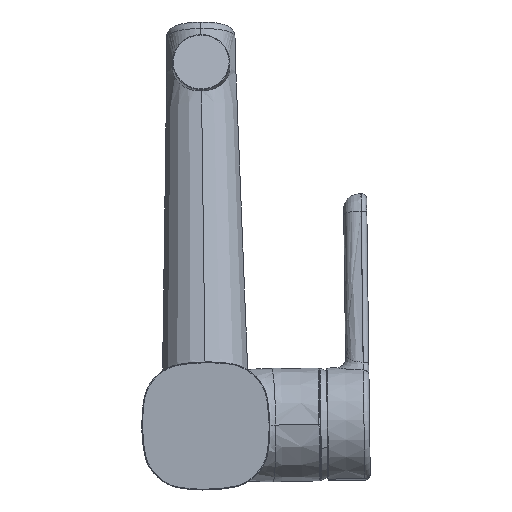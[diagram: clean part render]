
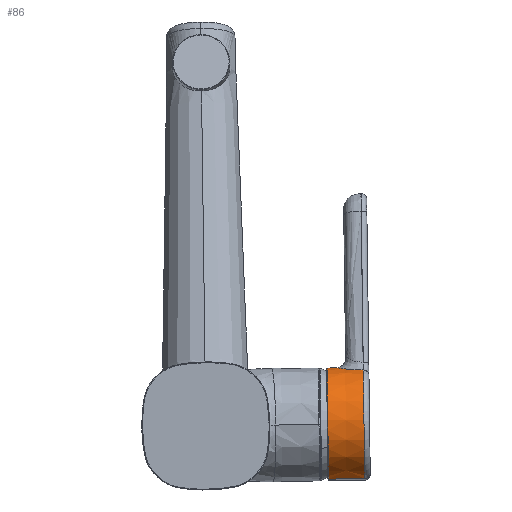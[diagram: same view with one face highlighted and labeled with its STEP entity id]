
A CAD part, front view. The second image highlights one B-rep face of the part: STEP entity #86.
In plain terms, the highlighted conical face has half-angle 0 degrees and reference radius 20.242 mm.
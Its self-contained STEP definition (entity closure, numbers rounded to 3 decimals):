
#60 = CARTESIAN_POINT ( 'NONE',  ( 58.354, 82.304, 3.231 ) ) ;
#86 = ADVANCED_FACE ( 'NONE', ( #398 ), #5586, .T. ) ;
#88 = CARTESIAN_POINT ( 'NONE',  ( 53.977, 83.861, 3.578 ) ) ;
#117 = CARTESIAN_POINT ( 'NONE',  ( 50.813, 87.432, 3.981 ) ) ;
#148 = CARTESIAN_POINT ( 'NONE',  ( 50.14, 90.982, 3.783 ) ) ;
#308 = VECTOR ( 'NONE', #4054, 1000. ) ;
#322 = AXIS2_PLACEMENT_3D ( 'NONE', #1011, #4638, #1524 ) ;
#398 = FACE_OUTER_BOUND ( 'NONE', #4787, .T. ) ;
#433 = VERTEX_POINT ( 'NONE', #3907 ) ;
#492 = DIRECTION ( 'NONE',  ( -1., 0., -0.013 ) ) ;
#511 = CARTESIAN_POINT ( 'NONE',  ( 60.949, 83.239, -35.763 ) ) ;
#596 = CARTESIAN_POINT ( 'NONE',  ( 58., 82.348, 3.24 ) ) ;
#622 = CARTESIAN_POINT ( 'NONE',  ( 53.38, 84.288, 3.657 ) ) ;
#649 = CARTESIAN_POINT ( 'NONE',  ( 50.535, 88.115, 3.991 ) ) ;
#771 = DIRECTION ( 'NONE',  ( -1., 0., -0.013 ) ) ;
#841 = DIRECTION ( 'NONE',  ( 1., 0., 0.013 ) ) ;
#1011 = CARTESIAN_POINT ( 'NONE',  ( 60.697, 88.136, -16.124 ) ) ;
#1107 = CARTESIAN_POINT ( 'NONE',  ( 57.158, 82.516, 3.279 ) ) ;
#1118 = CARTESIAN_POINT ( 'NONE',  ( 46.559, 93.033, 3.337 ) ) ;
#1130 = CARTESIAN_POINT ( 'NONE',  ( 53.061, 84.547, 3.701 ) ) ;
#1153 = EDGE_CURVE ( 'NONE', #3427, #5832, #1962, .T. ) ;
#1161 = CARTESIAN_POINT ( 'NONE',  ( 50.354, 88.751, 3.978 ) ) ;
#1263 = DIRECTION ( 'NONE',  ( -0.012, 0.242, 0.97 ) ) ;
#1361 = CIRCLE ( 'NONE', #322, 20.242 ) ;
#1471 = CARTESIAN_POINT ( 'NONE',  ( 60.418, 82.205, 3.228 ) ) ;
#1524 = DIRECTION ( 'NONE',  ( 0.012, -0.242, -0.97 ) ) ;
#1537 = CARTESIAN_POINT ( 'NONE',  ( 50.145, 93.033, 3.383 ) ) ;
#1604 = CARTESIAN_POINT ( 'NONE',  ( 59.097, 82.238, 3.221 ) ) ;
#1629 = CARTESIAN_POINT ( 'NONE',  ( 56.745, 82.624, 3.304 ) ) ;
#1654 = CARTESIAN_POINT ( 'NONE',  ( 52.446, 85.077, 3.786 ) ) ;
#1659 = LINE ( 'NONE', #1118, #308 ) ;
#1685 = CARTESIAN_POINT ( 'NONE',  ( 50.276, 89.129, 3.962 ) ) ;
#1786 = VERTEX_POINT ( 'NONE', #6338 ) ;
#1962 = B_SPLINE_CURVE_WITH_KNOTS ( 'NONE', 3,
 ( #6076, #5550, #5004, #2969 ),
 .UNSPECIFIED., .F., .F.,
 ( 4, 4 ),
 ( 0., 0.5 ),
 .UNSPECIFIED. ) ;
#2020 = B_SPLINE_CURVE_WITH_KNOTS ( 'NONE', 3,
 ( #3668, #4699, #4717, #1604, #5238, #2127, #5755, #2651, #6291, #3181, #60, #3709, #596, #4224, #1107, #4745, #1629, #5263, #2150, #5781, #2678, #6316, #3206, #88, #3733, #622, #4248, #1130, #4772, #1654, #5286, #2182, #5811, #2706, #6343, #3235, #117, #3760, #649, #4277, #1161, #4799, #1685, #5313, #2210, #5842, #2734, #6371, #3265, #148 ),
 .UNSPECIFIED., .F., .F.,
 ( 4, 2, 1, 1, 1, 1, 1, 2, 2, 2, 2, 2, 2, 2, 2, 1, 2, 2, 2, 2, 2, 2, 2, 1, 1, 1, 1, 2, 2, 4 ),
 ( 0., 0.063, 0.094, 0.109, 0.117, 0.121, 0.123, 0.124, 0.125, 0.187, 0.219, 0.234, 0.25, 0.375, 0.437, 0.469, 0.484, 0.5, 0.625, 0.687, 0.719, 0.75, 0.812, 0.844, 0.859, 0.867, 0.871, 0.873, 0.875, 1. ),
 .UNSPECIFIED. ) ;
#2048 = CARTESIAN_POINT ( 'NONE',  ( 60.433, 82.205, 3.228 ) ) ;
#2127 = CARTESIAN_POINT ( 'NONE',  ( 58.591, 82.278, 3.226 ) ) ;
#2150 = CARTESIAN_POINT ( 'NONE',  ( 56.499, 82.696, 3.321 ) ) ;
#2171 = EDGE_CURVE ( 'NONE', #2499, #1786, #1361, .T. ) ;
#2182 = CARTESIAN_POINT ( 'NONE',  ( 51.475, 86.26, 3.916 ) ) ;
#2201 = EDGE_CURVE ( 'NONE', #1786, #3073, #6717, .T. ) ;
#2210 = CARTESIAN_POINT ( 'NONE',  ( 50.259, 89.22, 3.957 ) ) ;
#2373 = CARTESIAN_POINT ( 'NONE',  ( 47.065, 83.239, -35.942 ) ) ;
#2387 = ORIENTED_EDGE ( 'NONE', *, *, #2171, .T. ) ;
#2477 = DIRECTION ( 'NONE',  ( -1., 0., -0.013 ) ) ;
#2499 = VERTEX_POINT ( 'NONE', #511 ) ;
#2524 = EDGE_CURVE ( 'NONE', #3073, #3427, #2020, .T. ) ;
#2550 = LINE ( 'NONE', #2373, #6382 ) ;
#2609 = VERTEX_POINT ( 'NONE', #3661 ) ;
#2651 = CARTESIAN_POINT ( 'NONE',  ( 58.405, 82.298, 3.23 ) ) ;
#2678 = CARTESIAN_POINT ( 'NONE',  ( 55.703, 82.952, 3.382 ) ) ;
#2706 = CARTESIAN_POINT ( 'NONE',  ( 51.083, 86.899, 3.959 ) ) ;
#2734 = CARTESIAN_POINT ( 'NONE',  ( 50.254, 89.249, 3.955 ) ) ;
#2969 = CARTESIAN_POINT ( 'NONE',  ( 50.145, 93.033, 3.383 ) ) ;
#3040 = EDGE_CURVE ( 'NONE', #5832, #2609, #1659, .T. ) ;
#3073 = VERTEX_POINT ( 'NONE', #1471 ) ;
#3181 = CARTESIAN_POINT ( 'NONE',  ( 58.362, 82.303, 3.231 ) ) ;
#3206 = CARTESIAN_POINT ( 'NONE',  ( 54.252, 83.689, 3.543 ) ) ;
#3235 = CARTESIAN_POINT ( 'NONE',  ( 50.877, 87.296, 3.977 ) ) ;
#3265 = CARTESIAN_POINT ( 'NONE',  ( 50.138, 90.29, 3.881 ) ) ;
#3287 = EDGE_CURVE ( 'NONE', #2609, #433, #6570, .T. ) ;
#3427 = VERTEX_POINT ( 'NONE', #3547 ) ;
#3547 = CARTESIAN_POINT ( 'NONE',  ( 50.14, 90.982, 3.783 ) ) ;
#3661 = CARTESIAN_POINT ( 'NONE',  ( 47.475, 93.033, 3.349 ) ) ;
#3668 = CARTESIAN_POINT ( 'NONE',  ( 60.418, 82.205, 3.228 ) ) ;
#3709 = CARTESIAN_POINT ( 'NONE',  ( 58.351, 82.305, 3.231 ) ) ;
#3733 = CARTESIAN_POINT ( 'NONE',  ( 53.577, 84.142, 3.631 ) ) ;
#3760 = CARTESIAN_POINT ( 'NONE',  ( 50.636, 87.839, 3.99 ) ) ;
#3907 = CARTESIAN_POINT ( 'NONE',  ( 47.98, 83.239, -35.93 ) ) ;
#3947 = CARTESIAN_POINT ( 'NONE',  ( 47.727, 88.136, -16.291 ) ) ;
#3973 = VECTOR ( 'NONE', #492, 1000. ) ;
#4054 = DIRECTION ( 'NONE',  ( -1., 0., -0.013 ) ) ;
#4224 = CARTESIAN_POINT ( 'NONE',  ( 57.66, 82.406, 3.253 ) ) ;
#4248 = CARTESIAN_POINT ( 'NONE',  ( 53.188, 84.442, 3.683 ) ) ;
#4277 = CARTESIAN_POINT ( 'NONE',  ( 50.41, 88.538, 3.984 ) ) ;
#4465 = DIRECTION ( 'NONE',  ( -0.012, 0.242, 0.97 ) ) ;
#4638 = DIRECTION ( 'NONE',  ( -1., 0., -0.013 ) ) ;
#4699 = CARTESIAN_POINT ( 'NONE',  ( 59.998, 82.205, 3.222 ) ) ;
#4717 = CARTESIAN_POINT ( 'NONE',  ( 59.615, 82.213, 3.22 ) ) ;
#4745 = CARTESIAN_POINT ( 'NONE',  ( 56.992, 82.557, 3.288 ) ) ;
#4763 = ORIENTED_EDGE ( 'NONE', *, *, #3040, .T. ) ;
#4772 = CARTESIAN_POINT ( 'NONE',  ( 52.996, 84.601, 3.71 ) ) ;
#4787 = EDGE_LOOP ( 'NONE', ( #6664, #2387, #5169, #5361, #5968, #4763, #6330 ) ) ;
#4799 = CARTESIAN_POINT ( 'NONE',  ( 50.3, 89.002, 3.968 ) ) ;
#4907 = AXIS2_PLACEMENT_3D ( 'NONE', #3947, #841, #4465 ) ;
#5004 = CARTESIAN_POINT ( 'NONE',  ( 50.143, 92.357, 3.551 ) ) ;
#5169 = ORIENTED_EDGE ( 'NONE', *, *, #2201, .T. ) ;
#5238 = CARTESIAN_POINT ( 'NONE',  ( 58.852, 82.254, 3.223 ) ) ;
#5263 = CARTESIAN_POINT ( 'NONE',  ( 56.663, 82.647, 3.31 ) ) ;
#5286 = CARTESIAN_POINT ( 'NONE',  ( 52.02, 85.532, 3.846 ) ) ;
#5313 = CARTESIAN_POINT ( 'NONE',  ( 50.264, 89.192, 3.958 ) ) ;
#5361 = ORIENTED_EDGE ( 'NONE', *, *, #2524, .T. ) ;
#5550 = CARTESIAN_POINT ( 'NONE',  ( 50.141, 91.672, 3.685 ) ) ;
#5586 = CONICAL_SURFACE ( 'NONE', #5927, 20.242, 0. ) ;
#5755 = CARTESIAN_POINT ( 'NONE',  ( 58.466, 82.291, 3.229 ) ) ;
#5781 = CARTESIAN_POINT ( 'NONE',  ( 56.416, 82.722, 3.327 ) ) ;
#5811 = CARTESIAN_POINT ( 'NONE',  ( 51.309, 86.511, 3.935 ) ) ;
#5832 = VERTEX_POINT ( 'NONE', #1537 ) ;
#5842 = CARTESIAN_POINT ( 'NONE',  ( 50.256, 89.238, 3.956 ) ) ;
#5927 = AXIS2_PLACEMENT_3D ( 'NONE', #6470, #771, #1263 ) ;
#5968 = ORIENTED_EDGE ( 'NONE', *, *, #1153, .T. ) ;
#6076 = CARTESIAN_POINT ( 'NONE',  ( 50.14, 90.982, 3.783 ) ) ;
#6291 = CARTESIAN_POINT ( 'NONE',  ( 58.375, 82.302, 3.231 ) ) ;
#6316 = CARTESIAN_POINT ( 'NONE',  ( 55.102, 83.213, 3.443 ) ) ;
#6330 = ORIENTED_EDGE ( 'NONE', *, *, #3287, .T. ) ;
#6338 = CARTESIAN_POINT ( 'NONE',  ( 60.448, 82.205, 3.228 ) ) ;
#6343 = CARTESIAN_POINT ( 'NONE',  ( 51.012, 87.03, 3.966 ) ) ;
#6371 = CARTESIAN_POINT ( 'NONE',  ( 50.176, 89.713, 3.928 ) ) ;
#6382 = VECTOR ( 'NONE', #2477, 1000. ) ;
#6470 = CARTESIAN_POINT ( 'NONE',  ( 46.812, 88.136, -16.303 ) ) ;
#6548 = EDGE_CURVE ( 'NONE', #2499, #433, #2550, .T. ) ;
#6570 = CIRCLE ( 'NONE', #4907, 20.242 ) ;
#6664 = ORIENTED_EDGE ( 'NONE', *, *, #6548, .F. ) ;
#6717 = LINE ( 'NONE', #2048, #3973 ) ;
